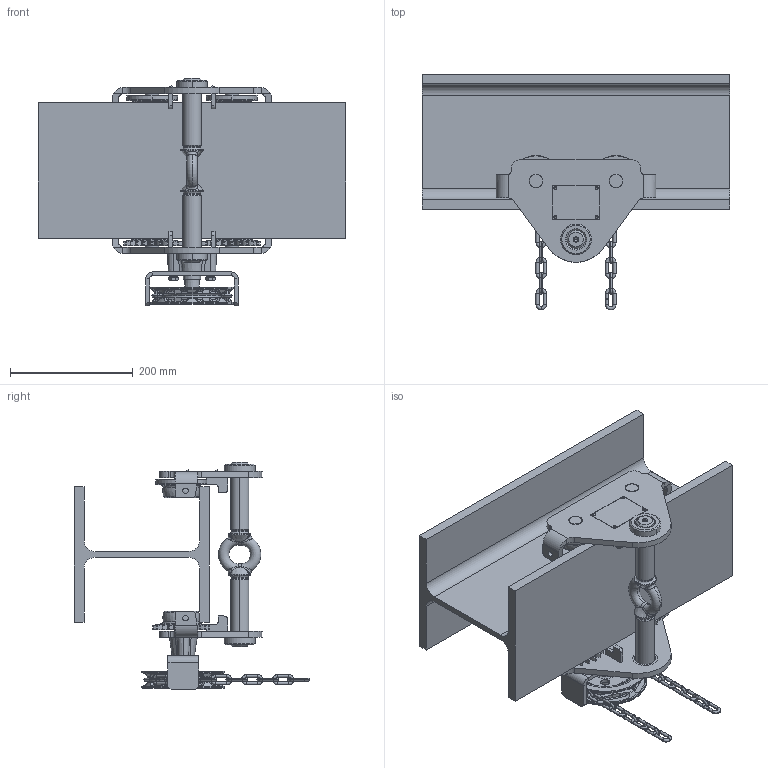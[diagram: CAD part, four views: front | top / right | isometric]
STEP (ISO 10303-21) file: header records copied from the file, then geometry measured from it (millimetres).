
FILE_DESCRIPTION (( 'STEP AP214' ), '1' );
FILE_NAME ('HTG-A 1,0t.STEP', '2018-02-08T12:46:53', ( '' ), ( '' ), 'SwSTEP 2.0', 'SolidWorks 2015', '' );
FILE_SCHEMA (( 'AUTOMOTIVE_DESIGN' ));
Length unit declared in the file: millimetre
Products named in the file (1): HTG-A 1,0t
Bounding box: 500 x 383.09 x 370 mm (x, y, z)
Volume: 6092290 mm3; surface area: 1112272.6 mm2
Topology: 68 solids, 68 shells, 2023 faces, 5160 edges, 3264 vertices
Faces by surface type: cylinder 932, plane 446, cone 272, torus 264, bspline 93, sphere 16
Entity records: 95282 total; most frequent: CARTESIAN_POINT 23321, DIRECTION 10529, ORIENTED_EDGE 10240, EDGE_CURVE 5120, AXIS2_PLACEMENT_3D 4358, VERTEX_POINT 3252, CIRCLE 2427, EDGE_LOOP 2208
